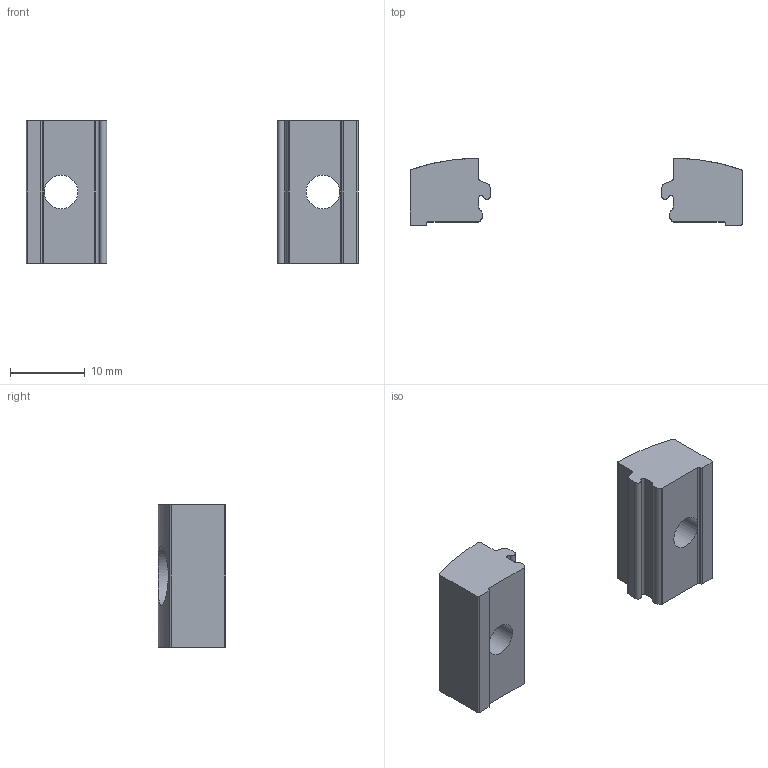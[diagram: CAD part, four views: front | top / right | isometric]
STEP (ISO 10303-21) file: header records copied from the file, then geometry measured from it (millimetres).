
FILE_DESCRIPTION(/* description */ ('STEP AP214'),/* implementation_level */ '2;1');
FILE_NAME(/* name */ '5183153_EAHF-L2-25-P-S',/* time_stamp */ '2024-08-26T17:17:49+02:00',/* author */ ('License CC BY-ND 4.0'),/* organization */ ('CADENAS'),/* preprocessor_version */ 'ST-DEVELOPER v19.3',/* originating_system */ 'PARTsolutions',/* authorisation */ ' ');
FILE_SCHEMA (('AUTOMOTIVE_DESIGN {1 0 10303 214 3 1 1}'));
Length unit declared in the file: millimetre
Products named in the file (2): 5183153 EAHF-L2-25-P-S---(25); 4633283 EAHF-L2-25-P-S---(c)
Assembly tree (2 placements, depth 2):
  5183153 EAHF-L2-25-P-S---(25)
    4633283 EAHF-L2-25-P-S---(c)  x2
Bounding box: 44.4 x 9 x 19 mm (x, y, z)
Volume: 2419.6 mm3; surface area: 2008.2 mm2
Topology: 2 solids, 2 shells, 56 faces, 152 edges, 102 vertices
Faces by surface type: cylinder 32, plane 24
Full cylindrical faces by diameter (mm): 4.5 x2, 8 x2
Entity records: 950 total; most frequent: DIRECTION 165, CARTESIAN_POINT 165, ORIENTED_EDGE 146, EDGE_CURVE 73, AXIS2_PLACEMENT_3D 62, VERTEX_POINT 50, LINE 41, VECTOR 41
